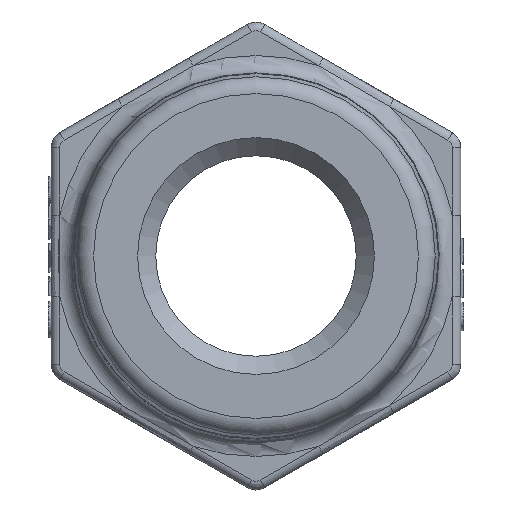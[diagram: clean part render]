
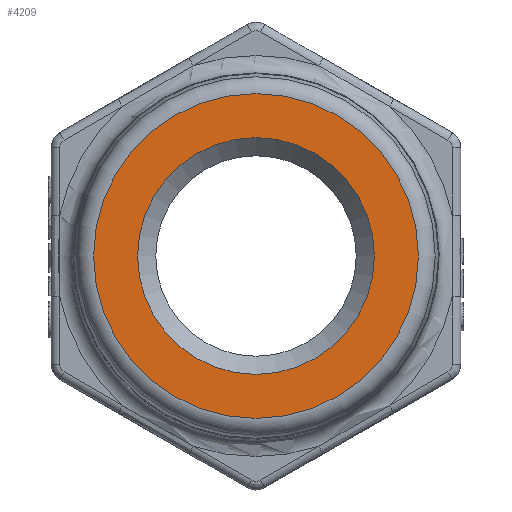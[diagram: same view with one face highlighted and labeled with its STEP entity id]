
A CAD part, left-side view. The second image highlights one B-rep face of the part: STEP entity #4209.
In plain terms, the highlighted planar face has unit normal (-1, 0, 0).
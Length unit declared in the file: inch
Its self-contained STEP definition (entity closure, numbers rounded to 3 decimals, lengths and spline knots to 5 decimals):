
#827=PLANE($,#4448);
#935=FACE_BOUND($,#1277,.T.);
#1018=FACE_OUTER_BOUND($,#1276,.T.);
#1276=EDGE_LOOP($,(#3164));
#1277=EDGE_LOOP($,(#3165));
#1743=CIRCLE($,#4447,0.4075);
#1744=CIRCLE($,#4449,0.55884);
#1913=VERTEX_POINT($,#23217);
#1914=VERTEX_POINT($,#23220);
#2384=EDGE_CURVE($,#1913,#1913,#1743,.T.);
#2385=EDGE_CURVE($,#1914,#1914,#1744,.T.);
#3164=ORIENTED_EDGE($,*,*,#2385,.F.);
#3165=ORIENTED_EDGE($,*,*,#2384,.F.);
#4209=ADVANCED_FACE($,(#1018,#935),#827,.T.);
#4447=AXIS2_PLACEMENT_3D($,#23218,#4755,#4756);
#4448=AXIS2_PLACEMENT_3D($,#23219,#4757,#4758);
#4449=AXIS2_PLACEMENT_3D($,#23221,#4759,#4760);
#4755=DIRECTION('center_axis',(-1.,0.,0.));
#4756=DIRECTION('ref_axis',(0.,-1.,0.));
#4757=DIRECTION('center_axis',(-1.,0.,0.));
#4758=DIRECTION('ref_axis',(0.,0.,1.));
#4759=DIRECTION('center_axis',(1.,0.,0.));
#4760=DIRECTION('ref_axis',(0.,-1.,0.));
#23217=CARTESIAN_POINT('',(0.,0.4075,0.));
#23218=CARTESIAN_POINT('Origin',(0.,0.,0.));
#23219=CARTESIAN_POINT('Origin',(0.,0.60488,0.));
#23220=CARTESIAN_POINT('',(0.,0.55884,0.));
#23221=CARTESIAN_POINT('Origin',(0.,0.,0.));
